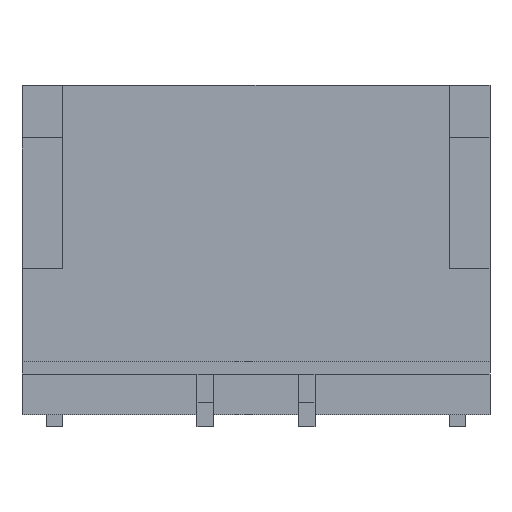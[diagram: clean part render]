
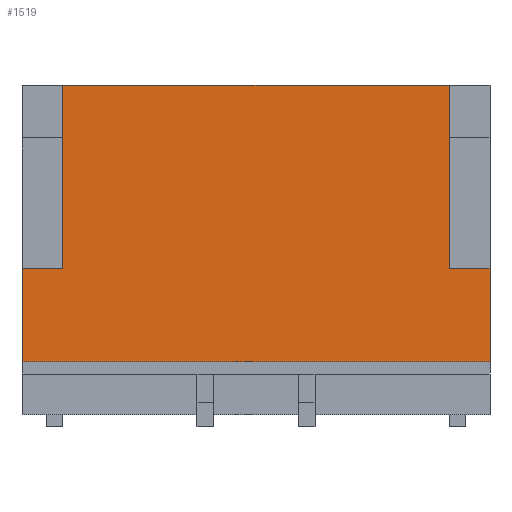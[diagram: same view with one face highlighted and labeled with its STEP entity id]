
A CAD part, front view. The second image highlights one B-rep face of the part: STEP entity #1519.
In plain terms, the highlighted planar face has unit normal (0, -1, 0).
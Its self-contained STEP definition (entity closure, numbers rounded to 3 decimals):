
#99=FACE_OUTER_BOUND('',#176,.T.);
#176=EDGE_LOOP('',(#1189,#1190,#1191,#1192,#1193,#1194,#1195,#1196));
#288=LINE('',#2148,#498);
#302=LINE('',#2176,#512);
#324=LINE('',#2219,#534);
#346=LINE('',#2263,#556);
#347=LINE('',#2265,#557);
#348=LINE('',#2267,#558);
#349=LINE('',#2269,#559);
#350=LINE('',#2270,#560);
#498=VECTOR('',#1750,1000.);
#512=VECTOR('',#1768,1000.);
#534=VECTOR('',#1800,1000.);
#556=VECTOR('',#1840,1000.);
#557=VECTOR('',#1841,1000.);
#558=VECTOR('',#1842,1000.);
#559=VECTOR('',#1843,1000.);
#560=VECTOR('',#1844,1000.);
#683=VERTEX_POINT('',#2124);
#694=VERTEX_POINT('',#2146);
#705=VERTEX_POINT('',#2173);
#706=VERTEX_POINT('',#2175);
#735=VERTEX_POINT('',#2262);
#736=VERTEX_POINT('',#2264);
#737=VERTEX_POINT('',#2266);
#738=VERTEX_POINT('',#2268);
#846=EDGE_CURVE('',#683,#694,#288,.T.);
#860=EDGE_CURVE('',#705,#706,#302,.T.);
#882=EDGE_CURVE('',#694,#706,#324,.T.);
#904=EDGE_CURVE('',#735,#683,#346,.T.);
#905=EDGE_CURVE('',#736,#705,#347,.T.);
#906=EDGE_CURVE('',#737,#736,#348,.T.);
#907=EDGE_CURVE('',#738,#737,#349,.T.);
#908=EDGE_CURVE('',#738,#735,#350,.T.);
#1189=ORIENTED_EDGE('',*,*,#904,.T.);
#1190=ORIENTED_EDGE('',*,*,#846,.T.);
#1191=ORIENTED_EDGE('',*,*,#882,.T.);
#1192=ORIENTED_EDGE('',*,*,#860,.F.);
#1193=ORIENTED_EDGE('',*,*,#905,.F.);
#1194=ORIENTED_EDGE('',*,*,#906,.F.);
#1195=ORIENTED_EDGE('',*,*,#907,.F.);
#1196=ORIENTED_EDGE('',*,*,#908,.T.);
#1443=PLANE('',#1609);
#1519=ADVANCED_FACE('',(#99),#1443,.F.);
#1609=AXIS2_PLACEMENT_3D('',#2261,#1838,#1839);
#1750=DIRECTION('',(0.,0.,-1.));
#1768=DIRECTION('',(0.,0.,-1.));
#1800=DIRECTION('',(1.,0.,0.));
#1838=DIRECTION('center_axis',(0.,1.,0.));
#1839=DIRECTION('ref_axis',(-1.,0.,0.));
#1840=DIRECTION('',(-1.,0.,0.));
#1841=DIRECTION('',(1.,0.,0.));
#1842=DIRECTION('',(0.,0.,-1.));
#1843=DIRECTION('',(1.,0.,0.));
#1844=DIRECTION('',(0.,0.,-1.));
#2124=CARTESIAN_POINT('',(-2.875,-1.85,1.95));
#2146=CARTESIAN_POINT('',(-2.875,-1.85,0.8));
#2148=CARTESIAN_POINT('',(-2.875,-1.85,4.2));
#2173=CARTESIAN_POINT('',(2.875,-1.85,1.95));
#2175=CARTESIAN_POINT('',(2.875,-1.85,0.8));
#2176=CARTESIAN_POINT('',(2.875,-1.85,4.2));
#2219=CARTESIAN_POINT('',(-2.875,-1.85,0.8));
#2261=CARTESIAN_POINT('Origin',(2.875,-1.85,4.2));
#2262=CARTESIAN_POINT('',(-2.375,-1.85,1.95));
#2263=CARTESIAN_POINT('',(-2.375,-1.85,1.95));
#2264=CARTESIAN_POINT('',(2.375,-1.85,1.95));
#2265=CARTESIAN_POINT('',(2.375,-1.85,1.95));
#2266=CARTESIAN_POINT('',(2.375,-1.85,4.2));
#2267=CARTESIAN_POINT('',(2.375,-1.85,1.95));
#2268=CARTESIAN_POINT('',(-2.375,-1.85,4.2));
#2269=CARTESIAN_POINT('',(2.875,-1.85,4.2));
#2270=CARTESIAN_POINT('',(-2.375,-1.85,1.95));
